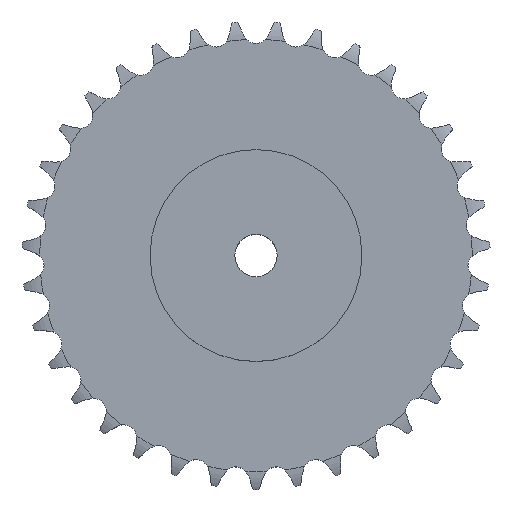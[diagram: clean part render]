
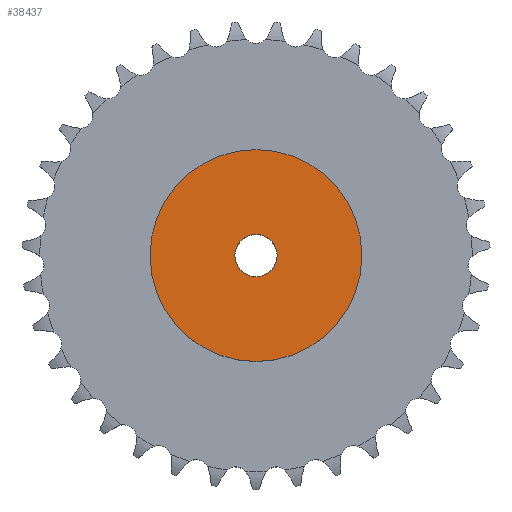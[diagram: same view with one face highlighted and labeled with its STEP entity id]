
A CAD part, top view. The second image highlights one B-rep face of the part: STEP entity #38437.
In plain terms, the highlighted planar face has unit normal (0, 0, 1).
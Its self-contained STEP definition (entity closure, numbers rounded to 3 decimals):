
#4419 = CYLINDRICAL_SURFACE('',#4420,50.);
#4420 = AXIS2_PLACEMENT_3D('',#4421,#4422,#4423);
#4421 = CARTESIAN_POINT('',(0.,0.,0.));
#4422 = DIRECTION('',(-0.,-0.,-1.));
#4423 = DIRECTION('',(1.,0.,0.));
#24184 = VERTEX_POINT('',#24185);
#24185 = CARTESIAN_POINT('',(50.,0.,40.));
#24206 = EDGE_CURVE('',#24184,#24184,#24207,.T.);
#24207 = SURFACE_CURVE('',#24208,(#24213,#24220),.PCURVE_S1.);
#24208 = CIRCLE('',#24209,50.);
#24209 = AXIS2_PLACEMENT_3D('',#24210,#24211,#24212);
#24210 = CARTESIAN_POINT('',(0.,0.,40.));
#24211 = DIRECTION('',(0.,0.,1.));
#24212 = DIRECTION('',(1.,0.,0.));
#24213 = PCURVE('',#4419,#24214);
#24214 = DEFINITIONAL_REPRESENTATION('',(#24215),#24219);
#24215 = LINE('',#24216,#24217);
#24216 = CARTESIAN_POINT('',(-0.,-40.));
#24217 = VECTOR('',#24218,1.);
#24218 = DIRECTION('',(-1.,0.));
#24219 = ( GEOMETRIC_REPRESENTATION_CONTEXT(2) 
PARAMETRIC_REPRESENTATION_CONTEXT() REPRESENTATION_CONTEXT('2D SPACE',''
  ) );
#24220 = PCURVE('',#24221,#24226);
#24221 = PLANE('',#24222);
#24222 = AXIS2_PLACEMENT_3D('',#24223,#24224,#24225);
#24223 = CARTESIAN_POINT('',(0.,0.,40.)
  );
#24224 = DIRECTION('',(0.,0.,1.));
#24225 = DIRECTION('',(1.,0.,0.));
#24226 = DEFINITIONAL_REPRESENTATION('',(#24227),#24231);
#24227 = CIRCLE('',#24228,50.);
#24228 = AXIS2_PLACEMENT_2D('',#24229,#24230);
#24229 = CARTESIAN_POINT('',(0.,0.));
#24230 = DIRECTION('',(1.,0.));
#24231 = ( GEOMETRIC_REPRESENTATION_CONTEXT(2) 
PARAMETRIC_REPRESENTATION_CONTEXT() REPRESENTATION_CONTEXT('2D SPACE',''
  ) );
#32680 = CYLINDRICAL_SURFACE('',#32681,10.);
#32681 = AXIS2_PLACEMENT_3D('',#32682,#32683,#32684);
#32682 = CARTESIAN_POINT('',(0.,0.,332.722));
#32683 = DIRECTION('',(0.,0.,1.));
#32684 = DIRECTION('',(1.,0.,0.));
#38437 = ADVANCED_FACE('',(#38438,#38441),#24221,.T.);
#38438 = FACE_BOUND('',#38439,.T.);
#38439 = EDGE_LOOP('',(#38440));
#38440 = ORIENTED_EDGE('',*,*,#24206,.T.);
#38441 = FACE_BOUND('',#38442,.T.);
#38442 = EDGE_LOOP('',(#38443));
#38443 = ORIENTED_EDGE('',*,*,#38444,.F.);
#38444 = EDGE_CURVE('',#38445,#38445,#38447,.T.);
#38445 = VERTEX_POINT('',#38446);
#38446 = CARTESIAN_POINT('',(10.,0.,40.));
#38447 = SURFACE_CURVE('',#38448,(#38453,#38460),.PCURVE_S1.);
#38448 = CIRCLE('',#38449,10.);
#38449 = AXIS2_PLACEMENT_3D('',#38450,#38451,#38452);
#38450 = CARTESIAN_POINT('',(0.,0.,40.));
#38451 = DIRECTION('',(0.,0.,1.));
#38452 = DIRECTION('',(1.,0.,0.));
#38453 = PCURVE('',#24221,#38454);
#38454 = DEFINITIONAL_REPRESENTATION('',(#38455),#38459);
#38455 = CIRCLE('',#38456,10.);
#38456 = AXIS2_PLACEMENT_2D('',#38457,#38458);
#38457 = CARTESIAN_POINT('',(0.,0.));
#38458 = DIRECTION('',(1.,0.));
#38459 = ( GEOMETRIC_REPRESENTATION_CONTEXT(2) 
PARAMETRIC_REPRESENTATION_CONTEXT() REPRESENTATION_CONTEXT('2D SPACE',''
  ) );
#38460 = PCURVE('',#32680,#38461);
#38461 = DEFINITIONAL_REPRESENTATION('',(#38462),#38466);
#38462 = LINE('',#38463,#38464);
#38463 = CARTESIAN_POINT('',(0.,-292.722));
#38464 = VECTOR('',#38465,1.);
#38465 = DIRECTION('',(1.,0.));
#38466 = ( GEOMETRIC_REPRESENTATION_CONTEXT(2) 
PARAMETRIC_REPRESENTATION_CONTEXT() REPRESENTATION_CONTEXT('2D SPACE',''
  ) );
